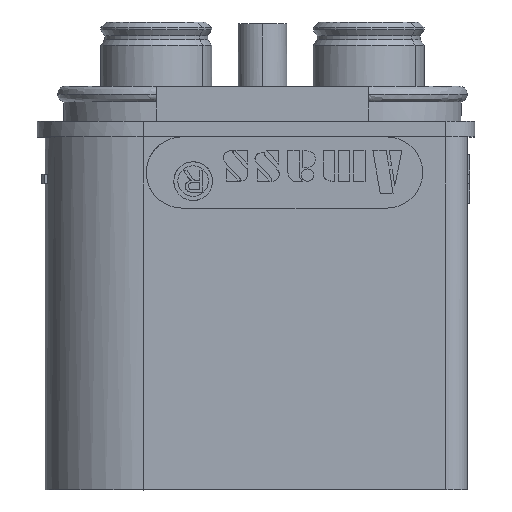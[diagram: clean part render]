
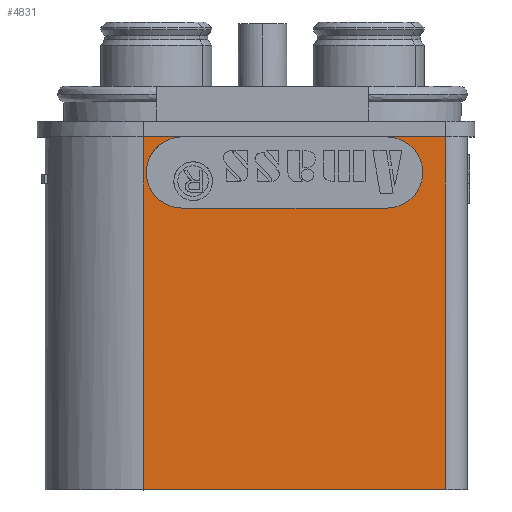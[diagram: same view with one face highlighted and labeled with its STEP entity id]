
A CAD part, top view. The second image highlights one B-rep face of the part: STEP entity #4831.
In plain terms, the highlighted planar face has unit normal (0, 0, 1).
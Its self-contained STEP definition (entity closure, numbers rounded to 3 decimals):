
#4756=AXIS2_PLACEMENT_3D('Plane Axis2P3D',#4753,#4754,#4755) ;
#4760=AXIS2_PLACEMENT_3D('Circle Axis2P3D',#4758,#4759,$) ;
#4776=AXIS2_PLACEMENT_3D('Circle Axis2P3D',#4774,#4775,$) ;
#4783=AXIS2_PLACEMENT_3D('Circle Axis2P3D',#4781,#4782,$) ;
#4816=AXIS2_PLACEMENT_3D('Circle Axis2P3D',#4814,#4815,$) ;
#4410=CARTESIAN_POINT('Line Origine',(-1.032,-18.682,5.05)) ;
#4414=CARTESIAN_POINT('Vertex',(-8.786,-18.682,5.05)) ;
#4416=CARTESIAN_POINT('Vertex',(6.721,-18.682,5.05)) ;
#4753=CARTESIAN_POINT('Axis2P3D Location',(6.721,22.72,5.05)) ;
#4758=CARTESIAN_POINT('Axis2P3D Location',(3.721,-2.407,5.05)) ;
#4762=CARTESIAN_POINT('Vertex',(3.721,-4.232,5.05)) ;
#4764=CARTESIAN_POINT('Vertex',(5.546,-2.407,5.05)) ;
#4767=CARTESIAN_POINT('Line Origine',(-1.545,-4.232,5.05)) ;
#4771=CARTESIAN_POINT('Vertex',(-6.812,-4.232,5.05)) ;
#4774=CARTESIAN_POINT('Axis2P3D Location',(-6.812,-2.407,5.05)) ;
#4778=CARTESIAN_POINT('Vertex',(-8.637,-2.407,5.05)) ;
#4781=CARTESIAN_POINT('Axis2P3D Location',(-6.812,-2.407,5.05)) ;
#4785=CARTESIAN_POINT('Vertex',(-6.812,-0.582,5.05)) ;
#4788=CARTESIAN_POINT('Line Origine',(-7.799,-0.582,5.05)) ;
#4792=CARTESIAN_POINT('Vertex',(-8.786,-0.582,5.05)) ;
#4795=CARTESIAN_POINT('Line Origine',(-8.786,-9.632,5.05)) ;
#4800=CARTESIAN_POINT('Line Origine',(6.721,-9.632,5.05)) ;
#4804=CARTESIAN_POINT('Vertex',(6.721,-0.582,5.05)) ;
#4807=CARTESIAN_POINT('Line Origine',(5.221,-0.582,5.05)) ;
#4811=CARTESIAN_POINT('Vertex',(3.721,-0.582,5.05)) ;
#4814=CARTESIAN_POINT('Axis2P3D Location',(3.721,-2.407,5.05)) ;
#4411=DIRECTION('Vector Direction',(1.,0.,0.)) ;
#4754=DIRECTION('Axis2P3D Direction',(0.,0.,1.)) ;
#4755=DIRECTION('Axis2P3D XDirection',(1.,0.,-0.)) ;
#4759=DIRECTION('Axis2P3D Direction',(0.,0.,1.)) ;
#4768=DIRECTION('Vector Direction',(-1.,0.,0.)) ;
#4775=DIRECTION('Axis2P3D Direction',(0.,0.,1.)) ;
#4782=DIRECTION('Axis2P3D Direction',(0.,0.,1.)) ;
#4789=DIRECTION('Vector Direction',(-1.,0.,0.)) ;
#4796=DIRECTION('Vector Direction',(0.,1.,0.)) ;
#4801=DIRECTION('Vector Direction',(0.,1.,0.)) ;
#4808=DIRECTION('Vector Direction',(-1.,0.,0.)) ;
#4815=DIRECTION('Axis2P3D Direction',(0.,0.,1.)) ;
#4412=VECTOR('Line Direction',#4411,1.) ;
#4769=VECTOR('Line Direction',#4768,1.) ;
#4790=VECTOR('Line Direction',#4789,1.) ;
#4797=VECTOR('Line Direction',#4796,1.) ;
#4802=VECTOR('Line Direction',#4801,1.) ;
#4809=VECTOR('Line Direction',#4808,1.) ;
#4820=ORIENTED_EDGE('',*,*,#4766,.F.) ;
#4821=ORIENTED_EDGE('',*,*,#4773,.T.) ;
#4822=ORIENTED_EDGE('',*,*,#4780,.F.) ;
#4823=ORIENTED_EDGE('',*,*,#4787,.F.) ;
#4824=ORIENTED_EDGE('',*,*,#4794,.T.) ;
#4825=ORIENTED_EDGE('',*,*,#4799,.F.) ;
#4826=ORIENTED_EDGE('',*,*,#4418,.T.) ;
#4827=ORIENTED_EDGE('',*,*,#4806,.T.) ;
#4828=ORIENTED_EDGE('',*,*,#4813,.T.) ;
#4829=ORIENTED_EDGE('',*,*,#4818,.F.) ;
#4831=ADVANCED_FACE('\X2\96F64EF651E04F554F53\X0\',(#4830),#4757,.T.) ;
#4761=CIRCLE('generated circle',#4760,1.825) ;
#4777=CIRCLE('generated circle',#4776,1.825) ;
#4784=CIRCLE('generated circle',#4783,1.825) ;
#4817=CIRCLE('generated circle',#4816,1.825) ;
#4418=EDGE_CURVE('',#4415,#4417,#4413,.T.) ;
#4766=EDGE_CURVE('',#4763,#4765,#4761,.T.) ;
#4773=EDGE_CURVE('',#4763,#4772,#4770,.T.) ;
#4780=EDGE_CURVE('',#4779,#4772,#4777,.T.) ;
#4787=EDGE_CURVE('',#4786,#4779,#4784,.T.) ;
#4794=EDGE_CURVE('',#4786,#4793,#4791,.T.) ;
#4799=EDGE_CURVE('',#4415,#4793,#4798,.T.) ;
#4806=EDGE_CURVE('',#4417,#4805,#4803,.T.) ;
#4813=EDGE_CURVE('',#4805,#4812,#4810,.T.) ;
#4818=EDGE_CURVE('',#4765,#4812,#4817,.T.) ;
#4819=EDGE_LOOP('',(#4820,#4821,#4822,#4823,#4824,#4825,#4826,#4827,#4828,#4829)) ;
#4830=FACE_OUTER_BOUND('',#4819,.T.) ;
#4413=LINE('Line',#4410,#4412) ;
#4770=LINE('Line',#4767,#4769) ;
#4791=LINE('Line',#4788,#4790) ;
#4798=LINE('Line',#4795,#4797) ;
#4803=LINE('Line',#4800,#4802) ;
#4810=LINE('Line',#4807,#4809) ;
#4757=PLANE('',#4756) ;
#4415=VERTEX_POINT('',#4414) ;
#4417=VERTEX_POINT('',#4416) ;
#4763=VERTEX_POINT('',#4762) ;
#4765=VERTEX_POINT('',#4764) ;
#4772=VERTEX_POINT('',#4771) ;
#4779=VERTEX_POINT('',#4778) ;
#4786=VERTEX_POINT('',#4785) ;
#4793=VERTEX_POINT('',#4792) ;
#4805=VERTEX_POINT('',#4804) ;
#4812=VERTEX_POINT('',#4811) ;
